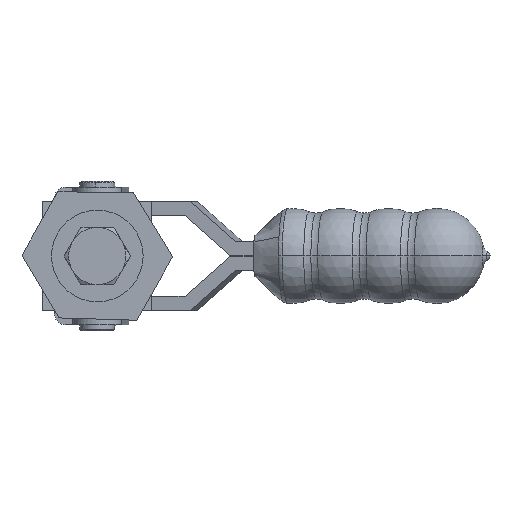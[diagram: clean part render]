
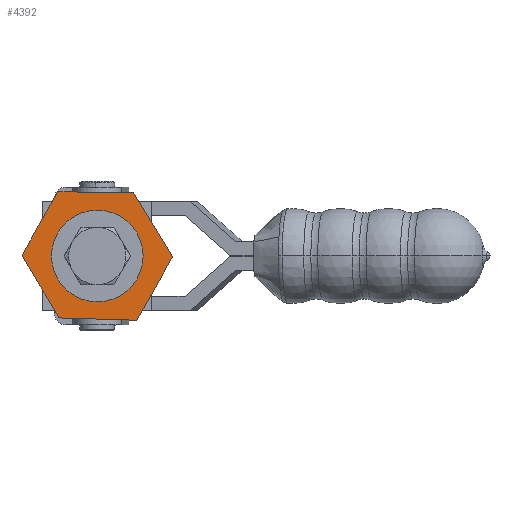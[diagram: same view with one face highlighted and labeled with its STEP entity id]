
A CAD part, left-side view. The second image highlights one B-rep face of the part: STEP entity #4392.
In plain terms, the highlighted planar face has unit normal (-1, 0, 0).
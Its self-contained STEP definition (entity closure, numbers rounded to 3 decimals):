
#32 = FACE_BOUND ( 'NONE', #4143, .T. ) ;
#120 = LINE ( 'NONE', #2308, #2965 ) ;
#195 = CIRCLE ( 'NONE', #6235, 8. ) ;
#223 = LINE ( 'NONE', #3482, #1844 ) ;
#288 = DIRECTION ( 'NONE',  ( 0., -0.869, -0.494 ) ) ;
#384 = CARTESIAN_POINT ( 'NONE',  ( -18.7, 13.136, 0.161 ) ) ;
#560 = VECTOR ( 'NONE', #3035, 1000. ) ;
#841 = VERTEX_POINT ( 'NONE', #6099 ) ;
#1070 = VERTEX_POINT ( 'NONE', #7123 ) ;
#1108 = DIRECTION ( 'NONE',  ( 0., 1., 0.012 ) ) ;
#1294 = EDGE_CURVE ( 'NONE', #5409, #5355, #6920, .T. ) ;
#1394 = EDGE_CURVE ( 'NONE', #2992, #5262, #6531, .T. ) ;
#1444 = EDGE_CURVE ( 'NONE', #3909, #5409, #7576, .T. ) ;
#1682 = CARTESIAN_POINT ( 'NONE',  ( -18.7, -6.86, -11.204 ) ) ;
#1842 = FACE_OUTER_BOUND ( 'NONE', #6995, .T. ) ;
#1844 = VECTOR ( 'NONE', #5915, 1000. ) ;
#2241 = ORIENTED_EDGE ( 'NONE', *, *, #7589, .T. ) ;
#2308 = CARTESIAN_POINT ( 'NONE',  ( -18.7, -6.274, 11.04 ) ) ;
#2467 = DIRECTION ( 'NONE',  ( 0., 0.494, -0.869 ) ) ;
#2544 = CARTESIAN_POINT ( 'NONE',  ( -18.7, 6.711, -10.796 ) ) ;
#2663 = CIRCLE ( 'NONE', #4649, 8. ) ;
#2705 = CARTESIAN_POINT ( 'NONE',  ( -18.7, 19.151, -10.422 ) ) ;
#2831 = ORIENTED_EDGE ( 'NONE', *, *, #3439, .F. ) ;
#2899 = ORIENTED_EDGE ( 'NONE', *, *, #1444, .T. ) ;
#2915 = CARTESIAN_POINT ( 'NONE',  ( -18.7, 0., 0. ) ) ;
#2965 = VECTOR ( 'NONE', #1108, 1000. ) ;
#2992 = VERTEX_POINT ( 'NONE', #7455 ) ;
#3035 = DIRECTION ( 'NONE',  ( 0., 0.522, 0.853 ) ) ;
#3036 = EDGE_CURVE ( 'NONE', #841, #1070, #195, .T. ) ;
#3132 = CARTESIAN_POINT ( 'NONE',  ( -18.7, 6.86, 11.204 ) ) ;
#3208 = CARTESIAN_POINT ( 'NONE',  ( -18.7, 0., 0. ) ) ;
#3316 = CARTESIAN_POINT ( 'NONE',  ( -18.7, 13.136, 0.161 ) ) ;
#3332 = PLANE ( 'NONE',  #7447 ) ;
#3439 = EDGE_CURVE ( 'NONE', #1070, #841, #2663, .T. ) ;
#3482 = CARTESIAN_POINT ( 'NONE',  ( -18.7, 6.711, -10.796 ) ) ;
#3545 = DIRECTION ( 'NONE',  ( 0., 0., 1. ) ) ;
#3810 = DIRECTION ( 'NONE',  ( 0., 0., 1. ) ) ;
#3880 = EDGE_CURVE ( 'NONE', #7851, #3909, #223, .T. ) ;
#3909 = VERTEX_POINT ( 'NONE', #1682 ) ;
#3933 = DIRECTION ( 'NONE',  ( -1., 0., 0. ) ) ;
#4034 = DIRECTION ( 'NONE',  ( 0., -0.506, -0.863 ) ) ;
#4143 = EDGE_LOOP ( 'NONE', ( #2831, #4887 ) ) ;
#4267 = VECTOR ( 'NONE', #6902, 1000. ) ;
#4392 = ADVANCED_FACE ( 'NONE', ( #32, #1842 ), #3332, .T. ) ;
#4404 = ORIENTED_EDGE ( 'NONE', *, *, #3880, .T. ) ;
#4649 = AXIS2_PLACEMENT_3D ( 'NONE', #2915, #7245, #3545 ) ;
#4656 = VECTOR ( 'NONE', #2467, 1000. ) ;
#4862 = ORIENTED_EDGE ( 'NONE', *, *, #1394, .T. ) ;
#4887 = ORIENTED_EDGE ( 'NONE', *, *, #3036, .F. ) ;
#5086 = ORIENTED_EDGE ( 'NONE', *, *, #1294, .T. ) ;
#5218 = VECTOR ( 'NONE', #4034, 1000. ) ;
#5262 = VERTEX_POINT ( 'NONE', #3316 ) ;
#5343 = CARTESIAN_POINT ( 'NONE',  ( -18.7, -6.274, 11.04 ) ) ;
#5355 = VERTEX_POINT ( 'NONE', #5343 ) ;
#5409 = VERTEX_POINT ( 'NONE', #7886 ) ;
#5804 = ORIENTED_EDGE ( 'NONE', *, *, #6374, .T. ) ;
#5915 = DIRECTION ( 'NONE',  ( 0., -1., -0.03 ) ) ;
#6099 = CARTESIAN_POINT ( 'NONE',  ( -18.7, -8., 0. ) ) ;
#6235 = AXIS2_PLACEMENT_3D ( 'NONE', #3208, #7530, #3810 ) ;
#6374 = EDGE_CURVE ( 'NONE', #5262, #7851, #6891, .T. ) ;
#6531 = LINE ( 'NONE', #3132, #4656 ) ;
#6891 = LINE ( 'NONE', #384, #5218 ) ;
#6902 = DIRECTION ( 'NONE',  ( 0., -0.494, 0.869 ) ) ;
#6920 = LINE ( 'NONE', #7374, #560 ) ;
#6995 = EDGE_LOOP ( 'NONE', ( #4862, #5804, #4404, #2899, #5086, #2241 ) ) ;
#7123 = CARTESIAN_POINT ( 'NONE',  ( -18.7, 8., 0. ) ) ;
#7245 = DIRECTION ( 'NONE',  ( -1., 0., 0. ) ) ;
#7374 = CARTESIAN_POINT ( 'NONE',  ( -18.7, -13.136, -0.161 ) ) ;
#7447 = AXIS2_PLACEMENT_3D ( 'NONE', #2705, #3933, #288 ) ;
#7455 = CARTESIAN_POINT ( 'NONE',  ( -18.7, 6.86, 11.204 ) ) ;
#7508 = CARTESIAN_POINT ( 'NONE',  ( -18.7, -6.86, -11.204 ) ) ;
#7530 = DIRECTION ( 'NONE',  ( -1., 0., 0. ) ) ;
#7576 = LINE ( 'NONE', #7508, #4267 ) ;
#7589 = EDGE_CURVE ( 'NONE', #5355, #2992, #120, .T. ) ;
#7851 = VERTEX_POINT ( 'NONE', #2544 ) ;
#7886 = CARTESIAN_POINT ( 'NONE',  ( -18.7, -13.136, -0.161 ) ) ;
